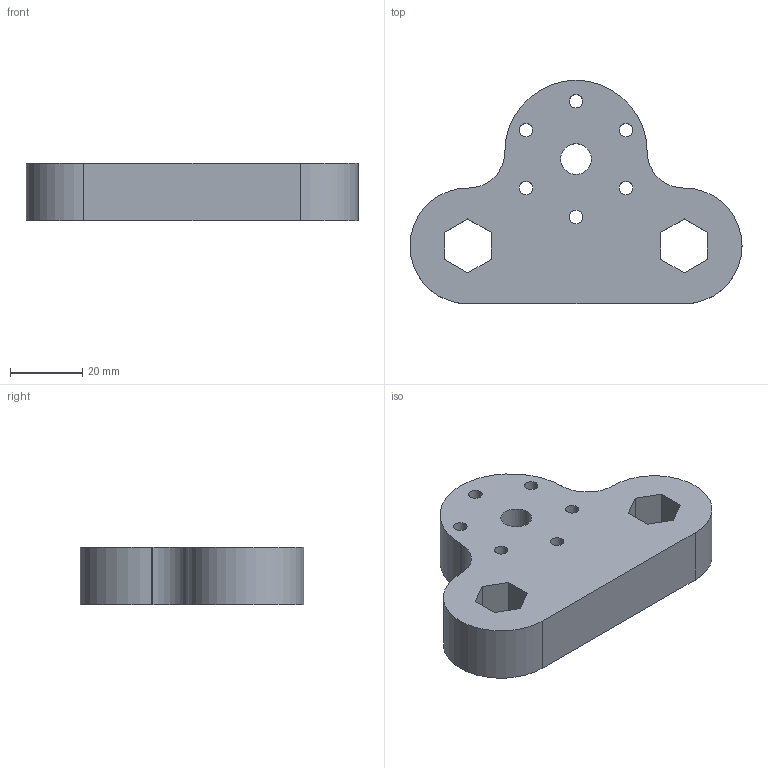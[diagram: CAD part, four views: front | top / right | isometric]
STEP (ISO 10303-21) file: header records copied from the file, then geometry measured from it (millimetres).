
FILE_DESCRIPTION(/* description */ (''),/* implementation_level */ '2;1');
FILE_NAME(/* name */ 'a1c028d5-aa9f-472a-b309-6e11c57fff1f.step',/* time_stamp */ '2024-02-19T22:03:57Z',/* author */ (''),/* organization */ (''),/* preprocessor_version */ 'ST-DEVELOPER v20',/* originating_system */ 'Autodesk Translation Framework v12.20.1.177',/* authorisation */ '');
FILE_SCHEMA (('AUTOMOTIVE_DESIGN { 1 0 10303 214 3 1 1 }'));
Length unit declared in the file: millimetre
Products named in the file (1): Part2
Bounding box: 91.81 x 61.85 x 16 mm (x, y, z)
Volume: 53703.3 mm3; surface area: 13761.3 mm2
Topology: 1 solids, 1 shells, 32 faces, 90 edges, 60 vertices
Faces by surface type: plane 19, cylinder 13
Full cylindrical faces by diameter (mm): 3.7 x6, 8.5 x1
Entity records: 1116 total; most frequent: CARTESIAN_POINT 183, DIRECTION 182, ORIENTED_EDGE 180, EDGE_CURVE 90, LINE 64, VECTOR 64, VERTEX_POINT 60, AXIS2_PLACEMENT_3D 59
